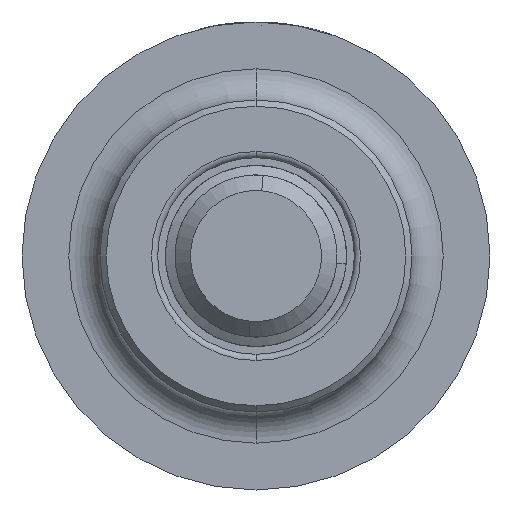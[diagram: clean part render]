
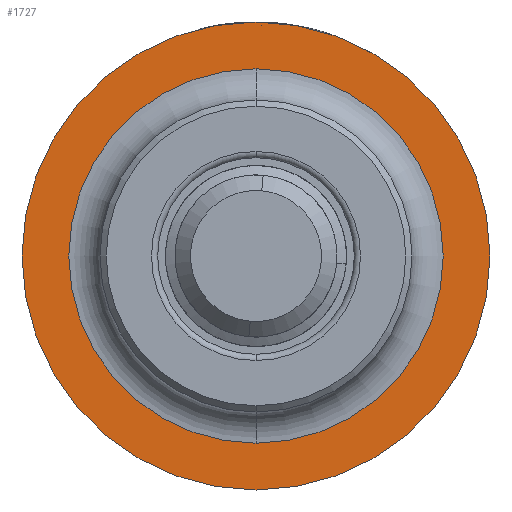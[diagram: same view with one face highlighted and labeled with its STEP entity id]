
A CAD part, front view. The second image highlights one B-rep face of the part: STEP entity #1727.
In plain terms, the highlighted planar face has unit normal (0, -1, 0).
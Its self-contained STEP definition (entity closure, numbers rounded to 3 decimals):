
#195 = ORIENTED_EDGE ( 'NONE', *, *, #2775, .T. ) ;
#273 = AXIS2_PLACEMENT_3D ( 'NONE', #4698, #5793, #3127 ) ;
#554 = ORIENTED_EDGE ( 'NONE', *, *, #6617, .F. ) ;
#648 = ORIENTED_EDGE ( 'NONE', *, *, #5737, .F. ) ;
#974 = FACE_OUTER_BOUND ( 'NONE', #5944, .T. ) ;
#985 = VERTEX_POINT ( 'NONE', #1298 ) ;
#1205 = DIRECTION ( 'NONE',  ( 0., -1., 0. ) ) ;
#1298 = CARTESIAN_POINT ( 'NONE',  ( 0., 12.42, 6. ) ) ;
#1511 = DIRECTION ( 'NONE',  ( 0., 0., -1. ) ) ;
#1700 = ORIENTED_EDGE ( 'NONE', *, *, #5546, .T. ) ;
#1711 = VERTEX_POINT ( 'NONE', #6689 ) ;
#1727 = ADVANCED_FACE ( 'NONE', ( #974, #4525 ), #2008, .T. ) ;
#2000 = VERTEX_POINT ( 'NONE', #6287 ) ;
#2008 = PLANE ( 'NONE',  #3458 ) ;
#2185 = CARTESIAN_POINT ( 'NONE',  ( 0., 12.42, 0. ) ) ;
#2424 = AXIS2_PLACEMENT_3D ( 'NONE', #2185, #1205, #2796 ) ;
#2713 = CARTESIAN_POINT ( 'NONE',  ( 0., 12.42, 7.5 ) ) ;
#2766 = CIRCLE ( 'NONE', #3513, 6. ) ;
#2775 = EDGE_CURVE ( 'NONE', #2000, #5248, #5386, .T. ) ;
#2776 = CIRCLE ( 'NONE', #273, 6. ) ;
#2796 = DIRECTION ( 'NONE',  ( 0., 0., -1. ) ) ;
#3127 = DIRECTION ( 'NONE',  ( 0., 0., -1. ) ) ;
#3330 = CARTESIAN_POINT ( 'NONE',  ( 0., 12.42, 0. ) ) ;
#3458 = AXIS2_PLACEMENT_3D ( 'NONE', #5619, #4023, #3588 ) ;
#3513 = AXIS2_PLACEMENT_3D ( 'NONE', #3330, #5358, #5336 ) ;
#3588 = DIRECTION ( 'NONE',  ( 0., 0., -1. ) ) ;
#3973 = EDGE_LOOP ( 'NONE', ( #554, #648 ) ) ;
#4023 = DIRECTION ( 'NONE',  ( 0., -1., 0. ) ) ;
#4227 = CIRCLE ( 'NONE', #6437, 7.5 ) ;
#4525 = FACE_BOUND ( 'NONE', #3973, .T. ) ;
#4587 = DIRECTION ( 'NONE',  ( 0., -1., 0. ) ) ;
#4698 = CARTESIAN_POINT ( 'NONE',  ( 0., 12.42, 0. ) ) ;
#5248 = VERTEX_POINT ( 'NONE', #2713 ) ;
#5336 = DIRECTION ( 'NONE',  ( 0., 0., -1. ) ) ;
#5358 = DIRECTION ( 'NONE',  ( 0., -1., 0. ) ) ;
#5386 = CIRCLE ( 'NONE', #2424, 7.5 ) ;
#5546 = EDGE_CURVE ( 'NONE', #5248, #2000, #4227, .T. ) ;
#5619 = CARTESIAN_POINT ( 'NONE',  ( 6., 12.42, 0. ) ) ;
#5627 = CARTESIAN_POINT ( 'NONE',  ( 0., 12.42, 0. ) ) ;
#5737 = EDGE_CURVE ( 'NONE', #985, #1711, #2776, .T. ) ;
#5793 = DIRECTION ( 'NONE',  ( 0., -1., 0. ) ) ;
#5944 = EDGE_LOOP ( 'NONE', ( #195, #1700 ) ) ;
#6287 = CARTESIAN_POINT ( 'NONE',  ( 0., 12.42, -7.5 ) ) ;
#6437 = AXIS2_PLACEMENT_3D ( 'NONE', #5627, #4587, #1511 ) ;
#6617 = EDGE_CURVE ( 'NONE', #1711, #985, #2766, .T. ) ;
#6689 = CARTESIAN_POINT ( 'NONE',  ( 0., 12.42, -6. ) ) ;
